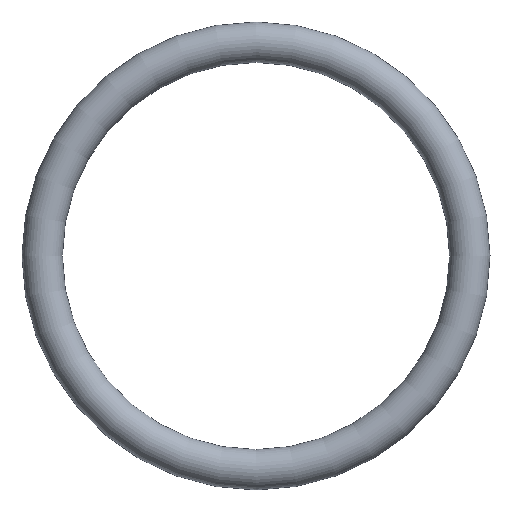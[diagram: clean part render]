
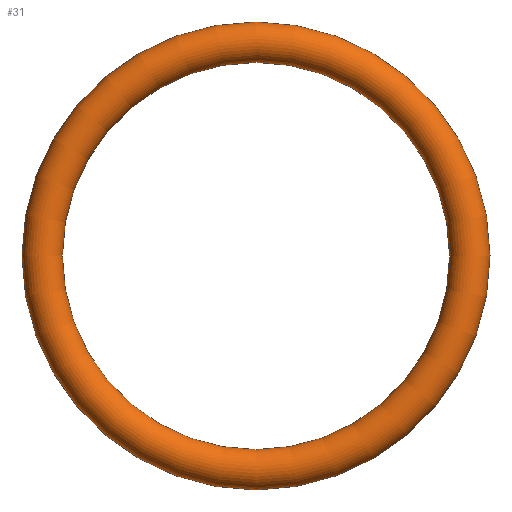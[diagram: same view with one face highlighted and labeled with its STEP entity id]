
A CAD part, top view. The second image highlights one B-rep face of the part: STEP entity #31.
In plain terms, the highlighted toroidal (fillet/blend) face has major radius 13.843 mm and minor radius 1.308 mm.
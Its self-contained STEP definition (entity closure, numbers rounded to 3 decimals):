
#19=FACE_OUTER_BOUND('',#20,.T.);
#20=EDGE_LOOP('',(#26,#27,#28,#29));
#21=CIRCLE('',#48,1.308);
#22=CIRCLE('',#49,12.535);
#23=VERTEX_POINT('',#66);
#24=EDGE_CURVE('',#23,#23,#21,.T.);
#25=EDGE_CURVE('',#23,#23,#22,.T.);
#26=ORIENTED_EDGE('',*,*,#24,.F.);
#27=ORIENTED_EDGE('',*,*,#25,.T.);
#28=ORIENTED_EDGE('',*,*,#24,.T.);
#29=ORIENTED_EDGE('',*,*,#25,.F.);
#30=TOROIDAL_SURFACE('',#47,13.843,1.308);
#31=ADVANCED_FACE('',(#19),#30,.T.);
#47=AXIS2_PLACEMENT_3D('',#65,#55,#56);
#48=AXIS2_PLACEMENT_3D('',#67,#57,#58);
#49=AXIS2_PLACEMENT_3D('',#68,#59,#60);
#55=DIRECTION('center_axis',(0.,0.,1.));
#56=DIRECTION('ref_axis',(1.,0.,0.));
#57=DIRECTION('center_axis',(0.,-1.,0.));
#58=DIRECTION('ref_axis',(-1.,0.,0.));
#59=DIRECTION('center_axis',(0.,0.,-1.));
#60=DIRECTION('ref_axis',(1.,0.,0.));
#65=CARTESIAN_POINT('Origin',(0.,0.,0.));
#66=CARTESIAN_POINT('',(-12.535,0.,0.));
#67=CARTESIAN_POINT('Origin',(-13.843,0.,0.));
#68=CARTESIAN_POINT('Origin',(0.,0.,0.));
